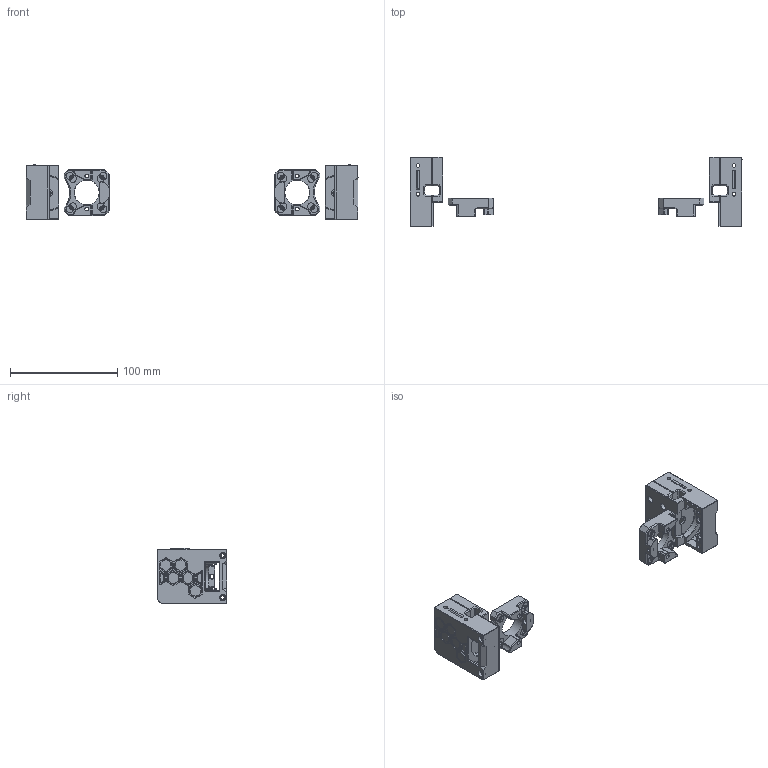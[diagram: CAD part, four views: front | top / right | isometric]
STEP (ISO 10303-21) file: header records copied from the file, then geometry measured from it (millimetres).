
FILE_DESCRIPTION(/* description */ ('','CAx-IF Rec.Pracs.---Representation and Presentation of Product Manufacturing Information (PMI)---4.0---2014-10-13'),/* implementation_level */ '2;1');
FILE_NAME(/* name */ 'Micron_R1_Beta_Powge_60T_parts v8.step',/* time_stamp */ '2025-01-11T13:34:02Z',/* author */ (''),/* organization */ (''),/* preprocessor_version */ 'ST-DEVELOPER v20',/* originating_system */ 'Autodesk Translation Framework v13.20.0.188',/* authorisation */ '');
FILE_SCHEMA (('AP242_MANAGED_MODEL_BASED_3D_ENGINEERING_MIM_LF { 1 0 10303 442 1 1 4 }'));
Products named in the file (12): Micron_R1_Beta_Powge_60T_parts; Z_Drive_A_Assembly; Printed_Parts; Main_Body_A; Shaft_Assembly_Cover_A; Z_Drive_B_Assembly; Printed_Parts_1; Shaft_Assembly_Cover_B; Main_Body_B; Motors_Mounts_60T_Powge; Nema17_Motor_Mount_Powge_60T; Nema14_Motor_Mount_Powge_60T
Assembly tree (13 placements, depth 4):
  Micron_R1_Beta_Powge_60T_parts
    Z_Drive_A_Assembly
      Printed_Parts
        Main_Body_A
        Shaft_Assembly_Cover_A
    Z_Drive_B_Assembly
      Printed_Parts_1
        Shaft_Assembly_Cover_B
        Main_Body_B
    Motors_Mounts_60T_Powge
      Nema17_Motor_Mount_Powge_60T  x2
      Nema14_Motor_Mount_Powge_60T  x2
Bounding box: 310 x 65.11 x 52.05 mm (x, y, z)
Volume: 173989.6 mm3; surface area: 72305.1 mm2
Topology: 8 solids, 8 shells, 1902 faces, 4832 edges, 2932 vertices
Faces by surface type: plane 1006, cylinder 386, cone 378, bspline 102, torus 30
Full cylindrical faces by diameter (mm): 3.4 x44, 4.7 x24, 6 x32, 23.2 x4
Entity records: 51331 total; most frequent: CARTESIAN_POINT 12945, ORIENTED_EDGE 8012, DIRECTION 7802, EDGE_CURVE 4006, LINE 2640, VECTOR 2640, AXIS2_PLACEMENT_3D 2581, VERTEX_POINT 2490
